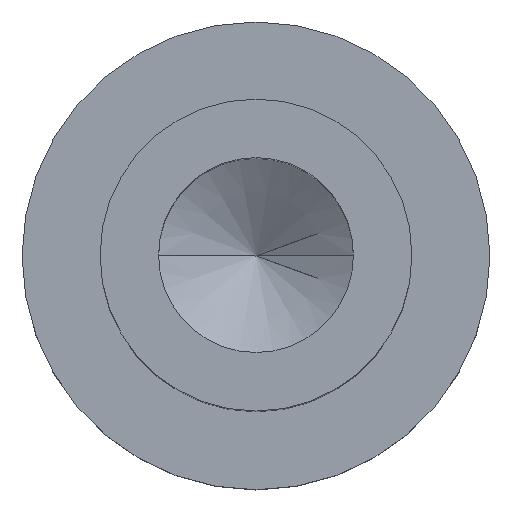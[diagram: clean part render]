
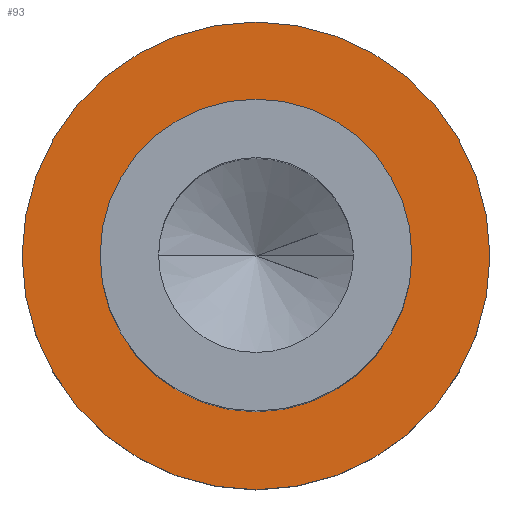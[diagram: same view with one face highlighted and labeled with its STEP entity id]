
A CAD part, top view. The second image highlights one B-rep face of the part: STEP entity #93.
In plain terms, the highlighted planar face has unit normal (0, 0, 1).
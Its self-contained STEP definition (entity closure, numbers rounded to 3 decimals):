
#1 = AXIS2_PLACEMENT_3D ( 'NONE', #354, #191, #139 ) ;
#8 = AXIS2_PLACEMENT_3D ( 'NONE', #316, #347, #234 ) ;
#19 = DIRECTION ( 'NONE',  ( 0., 0., 1. ) ) ;
#26 = FACE_OUTER_BOUND ( 'NONE', #84, .T. ) ;
#27 = VERTEX_POINT ( 'NONE', #110 ) ;
#56 = ORIENTED_EDGE ( 'NONE', *, *, #118, .T. ) ;
#61 = VERTEX_POINT ( 'NONE', #188 ) ;
#63 = VERTEX_POINT ( 'NONE', #345 ) ;
#78 = FACE_BOUND ( 'NONE', #272, .T. ) ;
#84 = EDGE_LOOP ( 'NONE', ( #56, #86 ) ) ;
#86 = ORIENTED_EDGE ( 'NONE', *, *, #146, .T. ) ;
#90 = DIRECTION ( 'NONE',  ( 0., 0., 1. ) ) ;
#93 = ADVANCED_FACE ( 'NONE', ( #78, #26 ), #137, .T. ) ;
#110 = CARTESIAN_POINT ( 'NONE',  ( -4., 0., 3. ) ) ;
#118 = EDGE_CURVE ( 'NONE', #63, #348, #175, .T. ) ;
#137 = PLANE ( 'NONE',  #148 ) ;
#138 = ORIENTED_EDGE ( 'NONE', *, *, #211, .F. ) ;
#139 = DIRECTION ( 'NONE',  ( 1., 0., 0. ) ) ;
#143 = DIRECTION ( 'NONE',  ( 1., 0., 0. ) ) ;
#146 = EDGE_CURVE ( 'NONE', #348, #63, #152, .T. ) ;
#148 = AXIS2_PLACEMENT_3D ( 'NONE', #239, #19, #312 ) ;
#152 = CIRCLE ( 'NONE', #1, 6. ) ;
#154 = CARTESIAN_POINT ( 'NONE',  ( 0., 0., 3. ) ) ;
#175 = CIRCLE ( 'NONE', #298, 6. ) ;
#188 = CARTESIAN_POINT ( 'NONE',  ( 4., 0., 3. ) ) ;
#191 = DIRECTION ( 'NONE',  ( 0., 0., 1. ) ) ;
#211 = EDGE_CURVE ( 'NONE', #27, #61, #307, .T. ) ;
#234 = DIRECTION ( 'NONE',  ( 1., 0., 0. ) ) ;
#235 = DIRECTION ( 'NONE',  ( 1., 0., 0. ) ) ;
#239 = CARTESIAN_POINT ( 'NONE',  ( 0., 0., 3. ) ) ;
#249 = CARTESIAN_POINT ( 'NONE',  ( 0., 0., 3. ) ) ;
#250 = ORIENTED_EDGE ( 'NONE', *, *, #280, .F. ) ;
#272 = EDGE_LOOP ( 'NONE', ( #138, #250 ) ) ;
#280 = EDGE_CURVE ( 'NONE', #61, #27, #295, .T. ) ;
#284 = CARTESIAN_POINT ( 'NONE',  ( 6., 0., 3. ) ) ;
#285 = AXIS2_PLACEMENT_3D ( 'NONE', #154, #344, #235 ) ;
#295 = CIRCLE ( 'NONE', #285, 4. ) ;
#298 = AXIS2_PLACEMENT_3D ( 'NONE', #249, #90, #143 ) ;
#307 = CIRCLE ( 'NONE', #8, 4. ) ;
#312 = DIRECTION ( 'NONE',  ( 1., 0., 0. ) ) ;
#316 = CARTESIAN_POINT ( 'NONE',  ( 0., 0., 3. ) ) ;
#344 = DIRECTION ( 'NONE',  ( 0., 0., 1. ) ) ;
#345 = CARTESIAN_POINT ( 'NONE',  ( -6., 0., 3. ) ) ;
#347 = DIRECTION ( 'NONE',  ( 0., 0., 1. ) ) ;
#348 = VERTEX_POINT ( 'NONE', #284 ) ;
#354 = CARTESIAN_POINT ( 'NONE',  ( 0., 0., 3. ) ) ;
